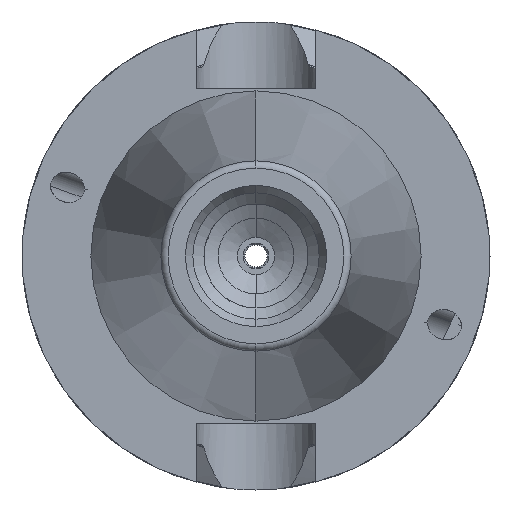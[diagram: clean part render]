
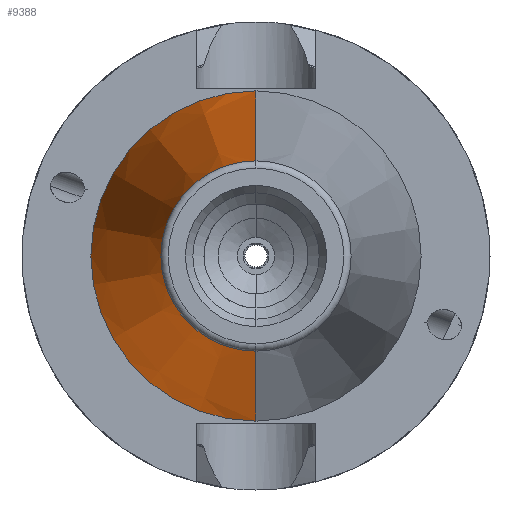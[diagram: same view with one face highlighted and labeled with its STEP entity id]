
A CAD part, left-side view. The second image highlights one B-rep face of the part: STEP entity #9388.
In plain terms, the highlighted conical face has half-angle 8.297 degrees and reference radius 22.225 mm.
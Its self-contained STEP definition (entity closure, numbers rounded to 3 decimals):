
#342 = AXIS2_PLACEMENT_3D ( 'NONE', #2841, #2584, #803 ) ;
#438 = EDGE_CURVE ( 'NONE', #11031, #4125, #1521, .T. ) ;
#462 = ORIENTED_EDGE ( 'NONE', *, *, #4241, .F. ) ;
#803 = DIRECTION ( 'NONE',  ( 0., 0., -1. ) ) ;
#1157 = CARTESIAN_POINT ( 'NONE',  ( 0., 0., -22.225 ) ) ;
#1521 = LINE ( 'NONE', #6212, #12473 ) ;
#1730 = CARTESIAN_POINT ( 'NONE',  ( 0., 0., -22.225 ) ) ;
#2065 = CONICAL_SURFACE ( 'NONE', #342, 22.225, 0.145 ) ;
#2295 = LINE ( 'NONE', #1157, #10195 ) ;
#2575 = DIRECTION ( 'NONE',  ( 0.99, 0., -0.144 ) ) ;
#2584 = DIRECTION ( 'NONE',  ( 1., 0., 0. ) ) ;
#2841 = CARTESIAN_POINT ( 'NONE',  ( 0., 0., 0. ) ) ;
#2869 = DIRECTION ( 'NONE',  ( -1., 0., 0. ) ) ;
#3492 = CARTESIAN_POINT ( 'NONE',  ( -64.544, 0., -12.812 ) ) ;
#4125 = VERTEX_POINT ( 'NONE', #7566 ) ;
#4241 = EDGE_CURVE ( 'NONE', #8034, #8211, #2295, .T. ) ;
#5298 = ORIENTED_EDGE ( 'NONE', *, *, #6072, .T. ) ;
#6072 = EDGE_CURVE ( 'NONE', #8034, #11031, #11268, .T. ) ;
#6142 = FACE_OUTER_BOUND ( 'NONE', #9922, .T. ) ;
#6172 = DIRECTION ( 'NONE',  ( 0.99, 0., 0.144 ) ) ;
#6212 = CARTESIAN_POINT ( 'NONE',  ( 0., 0., 22.225 ) ) ;
#6743 = CARTESIAN_POINT ( 'NONE',  ( -64.544, 0., 12.812 ) ) ;
#7566 = CARTESIAN_POINT ( 'NONE',  ( 0., 0., 22.225 ) ) ;
#7932 = AXIS2_PLACEMENT_3D ( 'NONE', #9035, #2869, #10073 ) ;
#7982 = AXIS2_PLACEMENT_3D ( 'NONE', #9512, #9459, #9438 ) ;
#8034 = VERTEX_POINT ( 'NONE', #3492 ) ;
#8211 = VERTEX_POINT ( 'NONE', #1730 ) ;
#8336 = ORIENTED_EDGE ( 'NONE', *, *, #438, .T. ) ;
#9035 = CARTESIAN_POINT ( 'NONE',  ( 0., 0., 0. ) ) ;
#9388 = ADVANCED_FACE ( 'NONE', ( #6142 ), #2065, .T. ) ;
#9438 = DIRECTION ( 'NONE',  ( 0., 0., 1. ) ) ;
#9459 = DIRECTION ( 'NONE',  ( 1., 0., 0. ) ) ;
#9512 = CARTESIAN_POINT ( 'NONE',  ( -64.544, 0., 0. ) ) ;
#9922 = EDGE_LOOP ( 'NONE', ( #5298, #8336, #12836, #462 ) ) ;
#10073 = DIRECTION ( 'NONE',  ( 0., 0., 1. ) ) ;
#10195 = VECTOR ( 'NONE', #2575, 1000. ) ;
#11031 = VERTEX_POINT ( 'NONE', #6743 ) ;
#11050 = CIRCLE ( 'NONE', #7932, 22.225 ) ;
#11268 = CIRCLE ( 'NONE', #7982, 12.812 ) ;
#11786 = EDGE_CURVE ( 'NONE', #4125, #8211, #11050, .T. ) ;
#12473 = VECTOR ( 'NONE', #6172, 1000. ) ;
#12836 = ORIENTED_EDGE ( 'NONE', *, *, #11786, .T. ) ;
